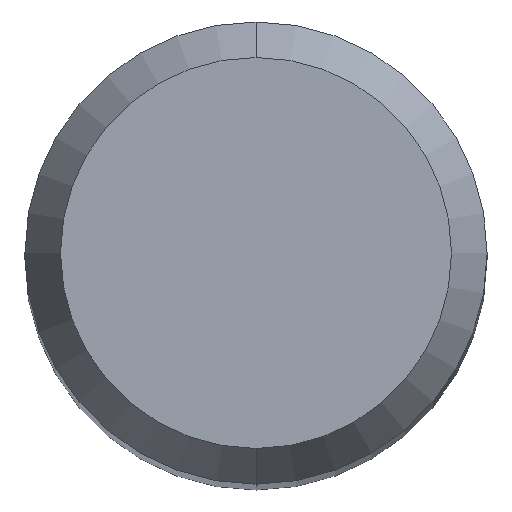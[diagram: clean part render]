
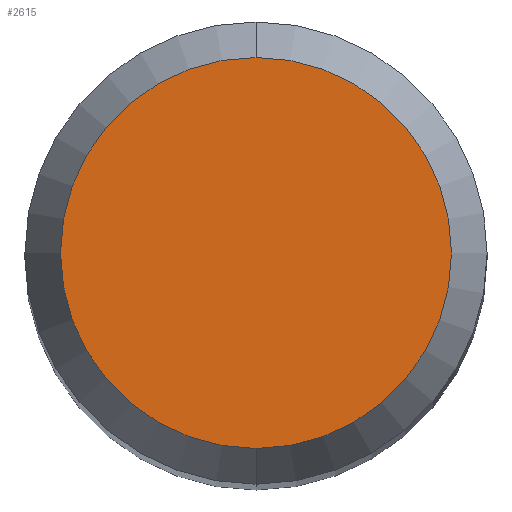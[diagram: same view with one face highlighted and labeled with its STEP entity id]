
A CAD part, top view. The second image highlights one B-rep face of the part: STEP entity #2615.
In plain terms, the highlighted planar face has unit normal (0, 0, 1).
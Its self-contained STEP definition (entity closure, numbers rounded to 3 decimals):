
#1473=VERTEX_POINT('',#4194);
#1491=VERTEX_POINT('',#4213);
#2265=EDGE_CURVE('',#1473,#1491,#5058,.T.);
#2615=ADVANCED_FACE('',(#5440),#5441,.T.);
#3215=EDGE_CURVE('',#1491,#1473,#6101,.T.);
#4194=CARTESIAN_POINT('',(0.,-2.538,0.0));
#4213=CARTESIAN_POINT('',(0.0,2.538,0.0));
#5058=CIRCLE('',#9511,2.538);
#5440=FACE_OUTER_BOUND('',#10764,.T.);
#5441=PLANE('',#10765);
#6101=CIRCLE('',#12464,2.538);
#9511=AXIS2_PLACEMENT_3D('',#15861,#15862,#15863);
#10764=EDGE_LOOP('',(#16396,#16397));
#10765=AXIS2_PLACEMENT_3D('',#16398,#16399,#16400);
#12464=AXIS2_PLACEMENT_3D('',#17197,#17198,#17199);
#15861=CARTESIAN_POINT('',(0.0,0.0,0.0));
#15862=DIRECTION('',(0.0,0.0,-1.0));
#15863=DIRECTION('',(0.0,1.0,0.0));
#16396=ORIENTED_EDGE('',*,*,#3215,.F.);
#16397=ORIENTED_EDGE('',*,*,#2265,.F.);
#16398=CARTESIAN_POINT('',(0.0,1.269,0.0));
#16399=DIRECTION('',(-0.0,0.0,1.0));
#16400=DIRECTION('',(0.0,-1.0,0.0));
#17197=CARTESIAN_POINT('',(0.0,0.0,0.0));
#17198=DIRECTION('',(0.0,0.0,-1.0));
#17199=DIRECTION('',(0.0,1.0,0.0));
